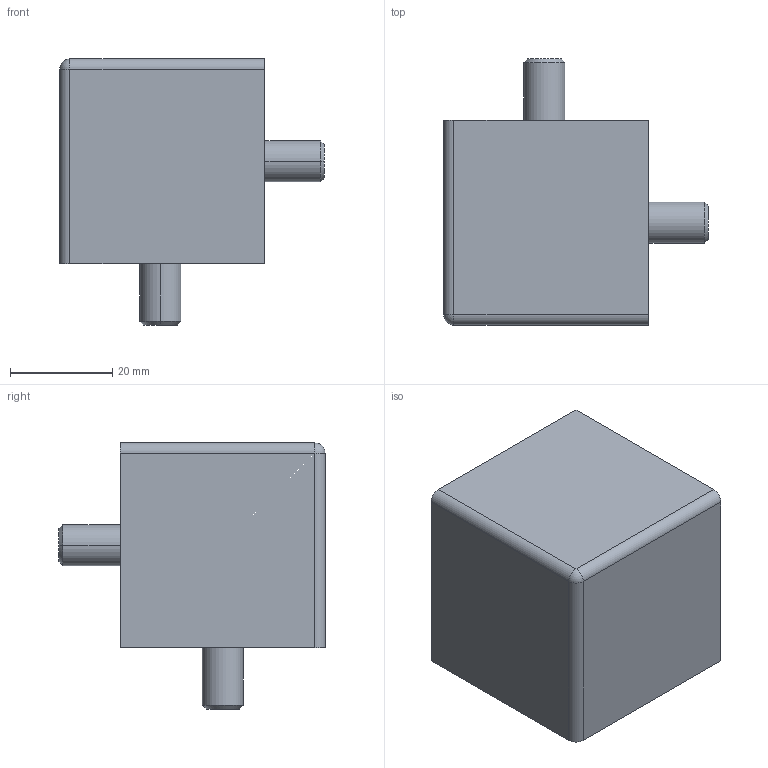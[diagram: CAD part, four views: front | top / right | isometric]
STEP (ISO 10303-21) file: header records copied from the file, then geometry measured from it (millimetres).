
FILE_DESCRIPTION((''),'2;1');
FILE_NAME('SZ0933S.stp','2009-07-27T13:53:53',(''),(''),'Mechanical Desktop 2007','Mechanical Desktop 2007',', , ');
FILE_SCHEMA(('CONFIG_CONTROL_DESIGN'));
Length unit declared in the file: millimetre
Products named in the file (3): SZ0933SA; SZ0933S; SZ0076S
Assembly tree (2 placements, depth 2):
  SZ0933SA
    SZ0933S
    SZ0076S
Bounding box: 51.69 x 52 x 52 mm (x, y, z)
Volume: 31109.9 mm3; surface area: 19609.7 mm2
Topology: 8 solids, 8 shells, 124 faces, 302 edges, 193 vertices
Faces by surface type: plane 57, cylinder 39, cone 18, bspline 9, sphere 1
Entity records: 4082 total; most frequent: CARTESIAN_POINT 1082, DIRECTION 615, ORIENTED_EDGE 588, EDGE_CURVE 294, AXIS2_PLACEMENT_3D 237, VERTEX_POINT 193, EDGE_LOOP 145, VECTOR 141
